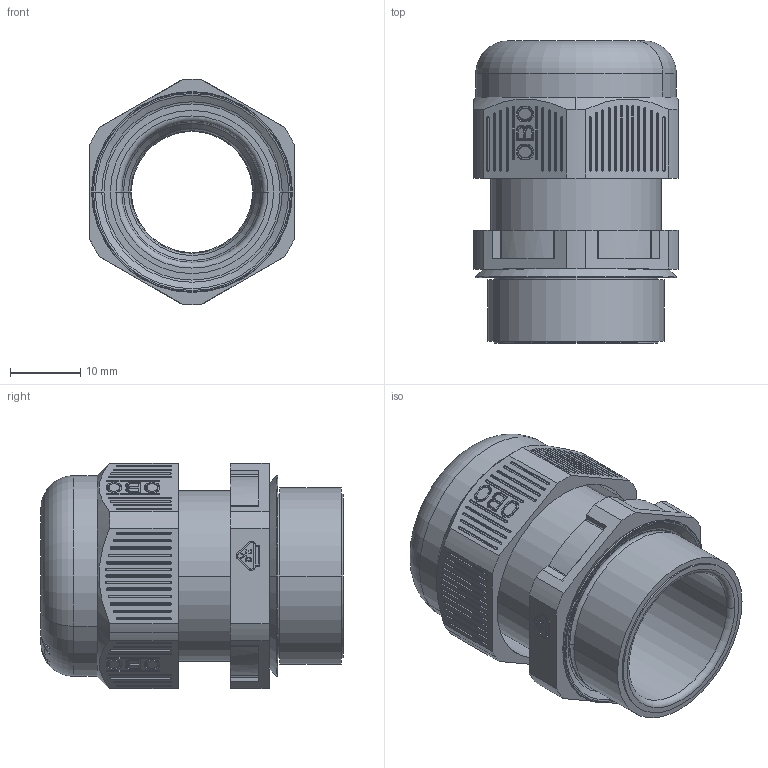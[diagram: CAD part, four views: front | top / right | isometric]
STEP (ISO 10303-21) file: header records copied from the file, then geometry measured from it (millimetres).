
FILE_DESCRIPTION((''),'2;1');
FILE_NAME('2022849_ASM','2013-03-15T',('AndreasKeweloh'),(''),'PRO/ENGINEER BY PARAMETRIC TECHNOLOGY CORPORATION, 2012360','PRO/ENGINEER BY PARAMETRIC TECHNOLOGY CORPORATION, 2012360','');
FILE_SCHEMA(('CONFIG_CONTROL_DESIGN'));
Length unit declared in the file: millimetre
Products named in the file (3): 2022849ZWISCHENSTUTZEN-M25; 2022849HUTMUTTER-M25; 2022849_ASM
Assembly tree (2 placements, depth 2):
  2022849_ASM
    2022849ZWISCHENSTUTZEN-M25
    2022849HUTMUTTER-M25
Bounding box: 29 x 42.9 x 32 mm (x, y, z)
Volume: 9393.2 mm3; surface area: 9481.1 mm2
Topology: 2 solids, 2 shells, 1000 faces, 2607 edges, 1728 vertices
Faces by surface type: plane 700, cone 216, cylinder 55, torus 29
Entity records: 31269 total; most frequent: CARTESIAN_POINT 6454, ORIENTED_EDGE 5214, DIRECTION 4962, EDGE_CURVE 2607, VECTOR 1788, LINE 1788, VERTEX_POINT 1728, AXIS2_PLACEMENT_3D 1587
